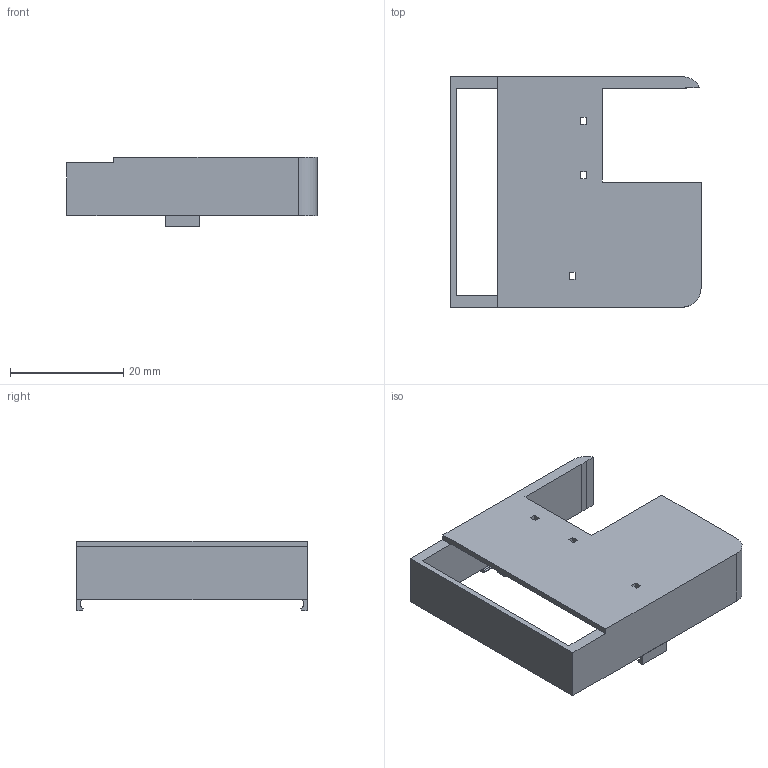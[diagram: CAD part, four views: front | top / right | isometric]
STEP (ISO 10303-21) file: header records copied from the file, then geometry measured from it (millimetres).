
FILE_DESCRIPTION (( 'STEP AP214' ), '1' );
FILE_NAME ('Enclosure_top.STEP', '2024-11-17T04:40:11', ( '' ), ( '' ), 'SwSTEP 2.0', 'SolidWorks 2021', '' );
FILE_SCHEMA (( 'AUTOMOTIVE_DESIGN' ));
Length unit declared in the file: millimetre
Products named in the file (1): Enclosure_top
Bounding box: 44.12 x 40.62 x 12.3 mm (x, y, z)
Volume: 3855.3 mm3; surface area: 5745.1 mm2
Topology: 3 solids, 3 shells, 52 faces, 140 edges, 94 vertices
Faces by surface type: plane 45, cylinder 7
Full cylindrical faces by diameter (mm): 4.99 x2
Entity records: 1672 total; most frequent: CARTESIAN_POINT 285, ORIENTED_EDGE 276, DIRECTION 258, EDGE_CURVE 138, LINE 124, VECTOR 124, VERTEX_POINT 94, AXIS2_PLACEMENT_3D 67
